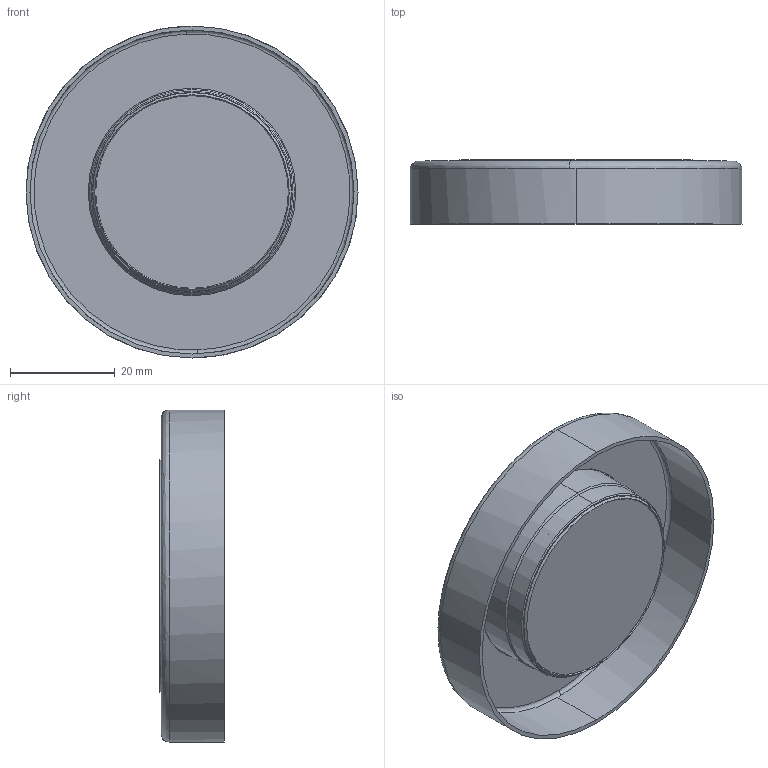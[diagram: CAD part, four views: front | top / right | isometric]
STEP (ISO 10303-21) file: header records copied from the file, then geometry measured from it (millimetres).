
FILE_DESCRIPTION (( 'STEP AP203' ), '1' );
FILE_NAME ('A8006-3-W.STEP', '2012-11-14T18:17:29', ( '' ), ( '' ), 'SwSTEP 2.0', 'SolidWorks 2012', '' );
FILE_SCHEMA (( 'CONFIG_CONTROL_DESIGN' ));
Length unit declared in the file: inch
Products named in the file (1): A8006-3-W
Bounding box: 63.5 x 12.32 x 63.5 mm (x, y, z)
Volume: 5835.3 mm3; surface area: 13507.7 mm2
Topology: 1 solids, 1 shells, 48 faces, 106 edges, 66 vertices
Faces by surface type: cylinder 18, cone 14, bspline 8, plane 8
Entity records: 2145 total; most frequent: CARTESIAN_POINT 993, DIRECTION 246, ORIENTED_EDGE 212, AXIS2_PLACEMENT_3D 107, EDGE_CURVE 106, CIRCLE 66, VERTEX_POINT 66, EDGE_LOOP 54
